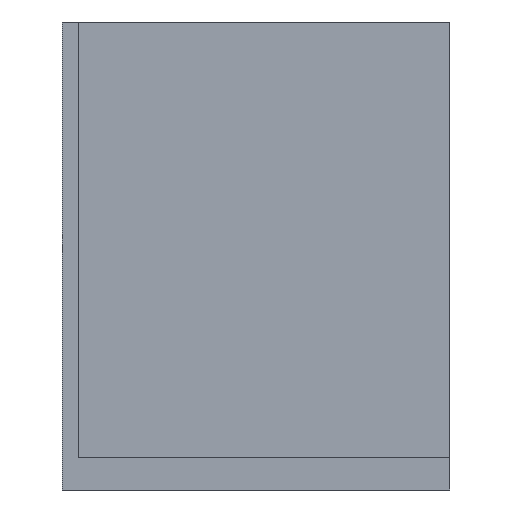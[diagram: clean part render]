
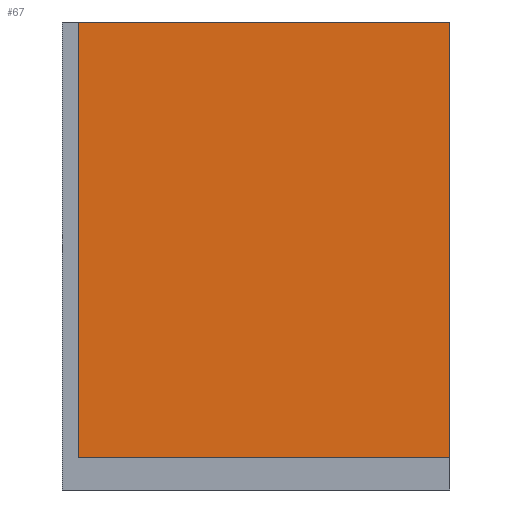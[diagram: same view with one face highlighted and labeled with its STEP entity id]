
A CAD part, front view. The second image highlights one B-rep face of the part: STEP entity #67.
In plain terms, the highlighted planar face has unit normal (0, -1, 0).
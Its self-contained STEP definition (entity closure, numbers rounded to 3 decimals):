
#53=FACE_OUTER_BOUND('',#214,.T.);
#67=ADVANCED_FACE('',(#53),#91,.F.);
#91=PLANE('',#551);
#214=EDGE_LOOP('',(#323,#324,#325,#326));
#323=ORIENTED_EDGE('',*,*,#404,.F.);
#324=ORIENTED_EDGE('',*,*,#414,.T.);
#325=ORIENTED_EDGE('',*,*,#449,.T.);
#326=ORIENTED_EDGE('',*,*,#426,.F.);
#358=VERTEX_POINT('',#713);
#359=VERTEX_POINT('',#715);
#366=VERTEX_POINT('',#733);
#377=VERTEX_POINT('',#760);
#404=EDGE_CURVE('',#358,#359,#460,.T.);
#414=EDGE_CURVE('',#358,#366,#468,.T.);
#426=EDGE_CURVE('',#359,#377,#471,.T.);
#449=EDGE_CURVE('',#366,#377,#483,.T.);
#460=LINE('',#714,#490);
#468=LINE('',#734,#498);
#471=LINE('',#759,#501);
#483=LINE('',#804,#513);
#490=VECTOR('',#574,1.);
#498=VECTOR('',#590,1.);
#501=VECTOR('',#617,1.);
#513=VECTOR('',#661,1.);
#551=AXIS2_PLACEMENT_3D('',#810,#670,#671);
#574=DIRECTION('',(1.,0.,0.));
#590=DIRECTION('',(0.,0.,-1.));
#617=DIRECTION('',(0.,0.,-1.));
#661=DIRECTION('',(1.,0.,0.));
#670=DIRECTION('',(0.,1.,0.));
#671=DIRECTION('',(-1.,0.,0.));
#713=CARTESIAN_POINT('',(-22.,-6.,58.));
#714=CARTESIAN_POINT('',(-24.,-6.,58.));
#715=CARTESIAN_POINT('',(24.,-6.,58.));
#733=CARTESIAN_POINT('',(-22.,-6.,4.));
#734=CARTESIAN_POINT('',(-22.,-6.,58.));
#759=CARTESIAN_POINT('',(24.,-6.,29.));
#760=CARTESIAN_POINT('',(24.,-6.,4.));
#804=CARTESIAN_POINT('',(-20.,-6.,4.));
#810=CARTESIAN_POINT('',(-20.,-6.,29.));
